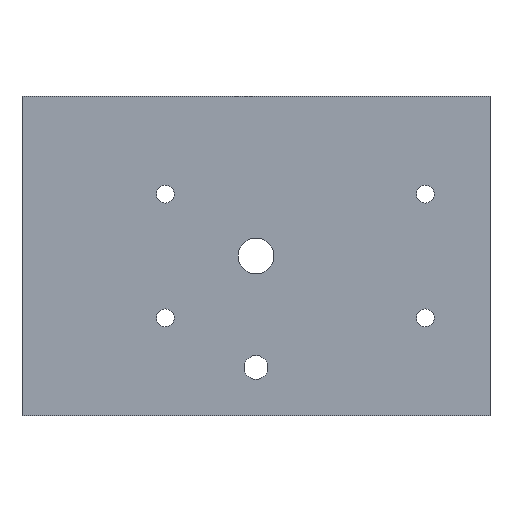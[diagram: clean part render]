
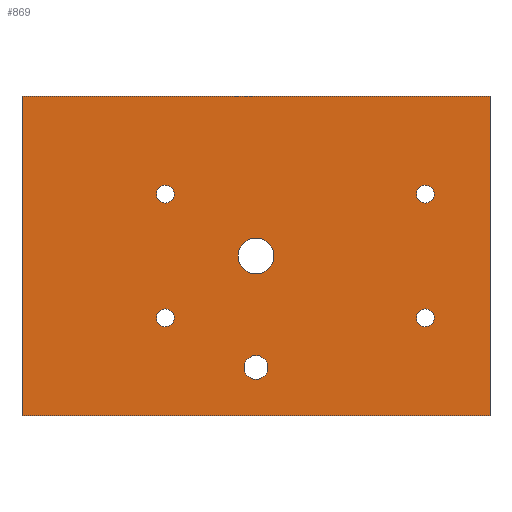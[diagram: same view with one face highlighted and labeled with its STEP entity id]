
A CAD part, front view. The second image highlights one B-rep face of the part: STEP entity #869.
In plain terms, the highlighted planar face has unit normal (0, -1, 0).
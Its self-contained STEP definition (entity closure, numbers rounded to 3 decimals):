
#16=FACE_BOUND('',#130,.T.);
#17=FACE_BOUND('',#131,.T.);
#18=FACE_BOUND('',#132,.T.);
#19=FACE_BOUND('',#133,.T.);
#20=FACE_BOUND('',#134,.T.);
#21=FACE_BOUND('',#135,.T.);
#45=PLANE('',#964);
#85=FACE_OUTER_BOUND('',#129,.T.);
#129=EDGE_LOOP('',(#725,#726,#727,#728));
#130=EDGE_LOOP('',(#729));
#131=EDGE_LOOP('',(#730));
#132=EDGE_LOOP('',(#731));
#133=EDGE_LOOP('',(#732));
#134=EDGE_LOOP('',(#733));
#135=EDGE_LOOP('',(#734));
#189=LINE('',#1334,#278);
#206=LINE('',#1376,#295);
#225=LINE('',#1415,#314);
#226=LINE('',#1416,#315);
#278=VECTOR('',#1084,10.);
#295=VECTOR('',#1125,10.);
#314=VECTOR('',#1162,10.);
#315=VECTOR('',#1163,10.);
#342=CIRCLE('',#911,1.2);
#344=CIRCLE('',#914,1.6);
#346=CIRCLE('',#917,1.2);
#348=CIRCLE('',#920,1.2);
#350=CIRCLE('',#923,2.4);
#352=CIRCLE('',#926,1.2);
#376=VERTEX_POINT('',#1235);
#378=VERTEX_POINT('',#1241);
#380=VERTEX_POINT('',#1247);
#382=VERTEX_POINT('',#1253);
#384=VERTEX_POINT('',#1259);
#386=VERTEX_POINT('',#1265);
#414=VERTEX_POINT('',#1331);
#415=VERTEX_POINT('',#1333);
#427=VERTEX_POINT('',#1373);
#428=VERTEX_POINT('',#1375);
#459=EDGE_CURVE('',#376,#376,#342,.T.);
#462=EDGE_CURVE('',#378,#378,#344,.T.);
#465=EDGE_CURVE('',#380,#380,#346,.T.);
#468=EDGE_CURVE('',#382,#382,#348,.T.);
#471=EDGE_CURVE('',#384,#384,#350,.T.);
#474=EDGE_CURVE('',#386,#386,#352,.T.);
#506=EDGE_CURVE('',#414,#415,#189,.F.);
#527=EDGE_CURVE('',#427,#428,#206,.F.);
#548=EDGE_CURVE('',#427,#415,#225,.T.);
#549=EDGE_CURVE('',#428,#414,#226,.F.);
#725=ORIENTED_EDGE('',*,*,#527,.F.);
#726=ORIENTED_EDGE('',*,*,#548,.T.);
#727=ORIENTED_EDGE('',*,*,#506,.F.);
#728=ORIENTED_EDGE('',*,*,#549,.F.);
#729=ORIENTED_EDGE('',*,*,#459,.T.);
#730=ORIENTED_EDGE('',*,*,#462,.T.);
#731=ORIENTED_EDGE('',*,*,#465,.T.);
#732=ORIENTED_EDGE('',*,*,#468,.T.);
#733=ORIENTED_EDGE('',*,*,#471,.T.);
#734=ORIENTED_EDGE('',*,*,#474,.T.);
#869=ADVANCED_FACE('',(#85,#16,#17,#18,#19,#20,#21),#45,.T.);
#911=AXIS2_PLACEMENT_3D('',#1237,#993,#994);
#914=AXIS2_PLACEMENT_3D('',#1243,#1000,#1001);
#917=AXIS2_PLACEMENT_3D('',#1249,#1007,#1008);
#920=AXIS2_PLACEMENT_3D('',#1255,#1014,#1015);
#923=AXIS2_PLACEMENT_3D('',#1261,#1021,#1022);
#926=AXIS2_PLACEMENT_3D('',#1267,#1028,#1029);
#964=AXIS2_PLACEMENT_3D('',#1414,#1160,#1161);
#993=DIRECTION('center_axis',(0.,1.,0.));
#994=DIRECTION('ref_axis',(1.,0.,0.));
#1000=DIRECTION('center_axis',(0.,1.,0.));
#1001=DIRECTION('ref_axis',(1.,0.,0.));
#1007=DIRECTION('center_axis',(0.,1.,0.));
#1008=DIRECTION('ref_axis',(1.,0.,0.));
#1014=DIRECTION('center_axis',(0.,1.,0.));
#1015=DIRECTION('ref_axis',(1.,0.,0.));
#1021=DIRECTION('center_axis',(0.,1.,0.));
#1022=DIRECTION('ref_axis',(1.,0.,0.));
#1028=DIRECTION('center_axis',(0.,1.,0.));
#1029=DIRECTION('ref_axis',(1.,0.,0.));
#1084=DIRECTION('',(0.,0.,1.));
#1125=DIRECTION('',(0.,0.,-1.));
#1160=DIRECTION('center_axis',(0.,-1.,0.));
#1161=DIRECTION('ref_axis',(0.,0.,-1.));
#1162=DIRECTION('',(1.,0.,0.));
#1163=DIRECTION('',(-1.,0.,0.));
#1235=CARTESIAN_POINT('',(21.6,0.,8.325));
#1237=CARTESIAN_POINT('Origin',(22.8,0.,8.325));
#1241=CARTESIAN_POINT('',(-1.6,0.,-15.));
#1243=CARTESIAN_POINT('Origin',(0.,0.,-15.));
#1247=CARTESIAN_POINT('',(-13.4,0.,-8.325));
#1249=CARTESIAN_POINT('Origin',(-12.2,0.,-8.325));
#1253=CARTESIAN_POINT('',(21.6,0.,-8.325));
#1255=CARTESIAN_POINT('Origin',(22.8,0.,-8.325));
#1259=CARTESIAN_POINT('',(-2.4,0.,0.));
#1261=CARTESIAN_POINT('Origin',(0.,0.,0.));
#1265=CARTESIAN_POINT('',(-13.4,0.,8.325));
#1267=CARTESIAN_POINT('Origin',(-12.2,0.,8.325));
#1331=CARTESIAN_POINT('',(31.5,0.,21.5));
#1333=CARTESIAN_POINT('',(31.5,0.,-21.5));
#1334=CARTESIAN_POINT('',(31.5,0.,10.));
#1373=CARTESIAN_POINT('',(-31.5,0.,-21.5));
#1375=CARTESIAN_POINT('',(-31.5,0.,21.5));
#1376=CARTESIAN_POINT('',(-31.5,0.,-10.75));
#1414=CARTESIAN_POINT('Origin',(0.,0.,0.));
#1415=CARTESIAN_POINT('',(-15.,0.,-21.5));
#1416=CARTESIAN_POINT('',(-15.,0.,21.5));
